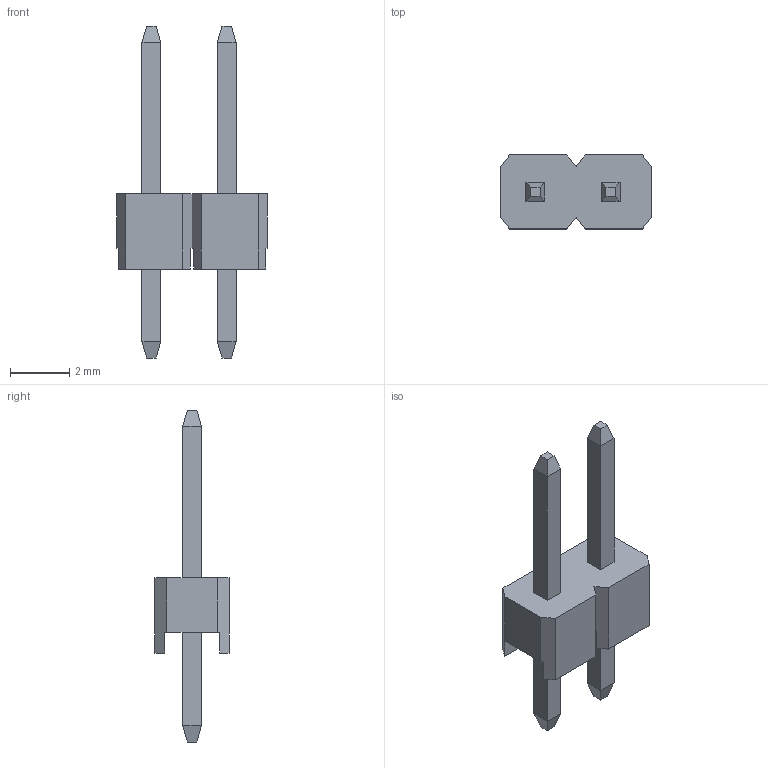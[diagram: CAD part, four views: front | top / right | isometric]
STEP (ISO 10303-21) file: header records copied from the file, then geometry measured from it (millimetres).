
FILE_DESCRIPTION(('FreeCAD Model'),'2;1');
FILE_NAME('pin_header_aw140-eg-g02d.step', '2017-06-13T22:38:30',('kicad StepUp'),('ksu MCAD'), 'Open CASCADE STEP processor 6.8','FreeCAD','Unknown');
FILE_SCHEMA(('AUTOMOTIVE_DESIGN_CC2 { 1 2 10303 214 -1 1 5 4 }'));
Length unit declared in the file: millimetre
Products named in the file (2): ASSEMBLY; pin_header_aw140-eg-g02d
Assembly tree (1 placements, depth 2):
  ASSEMBLY
    pin_header_aw140-eg-g02d
Bounding box: 5.08 x 2.5 x 11.2 mm (x, y, z)
Volume: 31.7 mm3; surface area: 112.2 mm2
Topology: 1 solids, 1 shells, 60 faces, 146 edges, 92 vertices
Faces by surface type: plane 60
Entity records: 2153 total; most frequent: CARTESIAN_POINT 300, ORIENTED_EDGE 292, DIRECTION 270, EDGE_CURVE 146, LINE 146, VECTOR 146, VERTEX_POINT 92, FACE_BOUND 64
